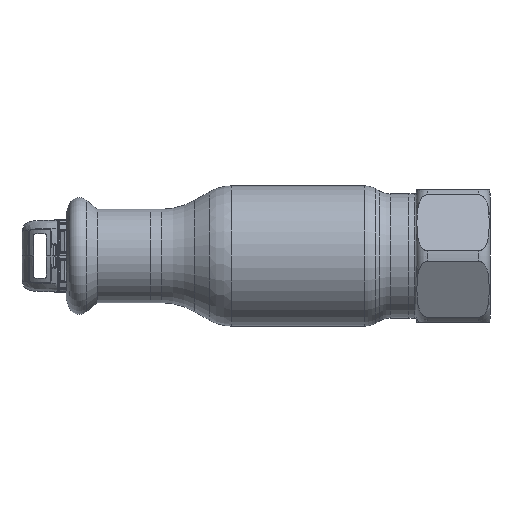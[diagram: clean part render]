
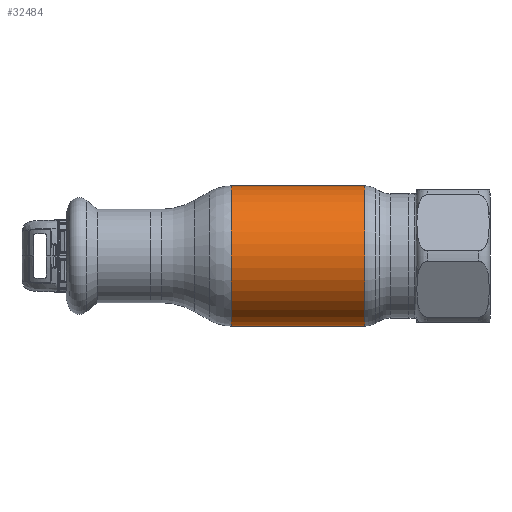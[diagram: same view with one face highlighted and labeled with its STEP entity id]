
A CAD part, front view. The second image highlights one B-rep face of the part: STEP entity #32484.
In plain terms, the highlighted cylindrical face has radius 19 mm (diameter 38 mm), a partial arc.
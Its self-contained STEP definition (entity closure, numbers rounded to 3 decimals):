
#3361 = VERTEX_POINT ( 'NONE', #52806 ) ;
#6080 = DIRECTION ( 'NONE',  ( -1., 0., 0. ) ) ;
#6128 = DIRECTION ( 'NONE',  ( -1., 0., 0. ) ) ;
#7618 = DIRECTION ( 'NONE',  ( -1., 0., 0. ) ) ;
#10137 = ORIENTED_EDGE ( 'NONE', *, *, #14410, .F. ) ;
#10608 = CARTESIAN_POINT ( 'NONE',  ( -18.035, 0., 0. ) ) ;
#12601 = VERTEX_POINT ( 'NONE', #18281 ) ;
#13428 = VERTEX_POINT ( 'NONE', #44167 ) ;
#14358 = AXIS2_PLACEMENT_3D ( 'NONE', #55892, #7618, #60530 ) ;
#14410 = EDGE_CURVE ( 'NONE', #3361, #12601, #52588, .T. ) ;
#15844 = LINE ( 'NONE', #21082, #24177 ) ;
#17353 = EDGE_CURVE ( 'NONE', #23100, #12601, #48873, .T. ) ;
#17458 = CYLINDRICAL_SURFACE ( 'NONE', #14358, 19. ) ;
#17947 = ORIENTED_EDGE ( 'NONE', *, *, #22269, .F. ) ;
#18281 = CARTESIAN_POINT ( 'NONE',  ( -18.035, 0., 19. ) ) ;
#18323 = CARTESIAN_POINT ( 'NONE',  ( 18.035, 0., 19. ) ) ;
#21082 = CARTESIAN_POINT ( 'NONE',  ( -62.69, 0., -19. ) ) ;
#22269 = EDGE_CURVE ( 'NONE', #13428, #3361, #15844, .T. ) ;
#23100 = VERTEX_POINT ( 'NONE', #18323 ) ;
#24177 = VECTOR ( 'NONE', #6128, 1000. ) ;
#25319 = CARTESIAN_POINT ( 'NONE',  ( 18.035, 0., 0. ) ) ;
#25675 = DIRECTION ( 'NONE',  ( -1., 0., 0. ) ) ;
#29846 = AXIS2_PLACEMENT_3D ( 'NONE', #25319, #6080, #54380 ) ;
#30620 = ORIENTED_EDGE ( 'NONE', *, *, #17353, .T. ) ;
#32484 = ADVANCED_FACE ( 'NONE', ( #46340 ), #17458, .T. ) ;
#34764 = DIRECTION ( 'NONE',  ( 0., 0., 1. ) ) ;
#35184 = EDGE_CURVE ( 'NONE', #13428, #23100, #44468, .T. ) ;
#42211 = AXIS2_PLACEMENT_3D ( 'NONE', #10608, #25675, #34764 ) ;
#44167 = CARTESIAN_POINT ( 'NONE',  ( 18.035, 0., -19. ) ) ;
#44468 = CIRCLE ( 'NONE', #29846, 19. ) ;
#46340 = FACE_OUTER_BOUND ( 'NONE', #62456, .T. ) ;
#48873 = LINE ( 'NONE', #59183, #53420 ) ;
#49494 = DIRECTION ( 'NONE',  ( -1., 0., 0. ) ) ;
#52588 = CIRCLE ( 'NONE', #42211, 19. ) ;
#52806 = CARTESIAN_POINT ( 'NONE',  ( -18.035, 0., -19. ) ) ;
#53040 = ORIENTED_EDGE ( 'NONE', *, *, #35184, .T. ) ;
#53420 = VECTOR ( 'NONE', #49494, 1000. ) ;
#54380 = DIRECTION ( 'NONE',  ( 0., 0., 1. ) ) ;
#55892 = CARTESIAN_POINT ( 'NONE',  ( -62.69, 0., 0. ) ) ;
#59183 = CARTESIAN_POINT ( 'NONE',  ( -62.69, 0., 19. ) ) ;
#60530 = DIRECTION ( 'NONE',  ( 0., 0., 1. ) ) ;
#62456 = EDGE_LOOP ( 'NONE', ( #17947, #53040, #30620, #10137 ) ) ;
